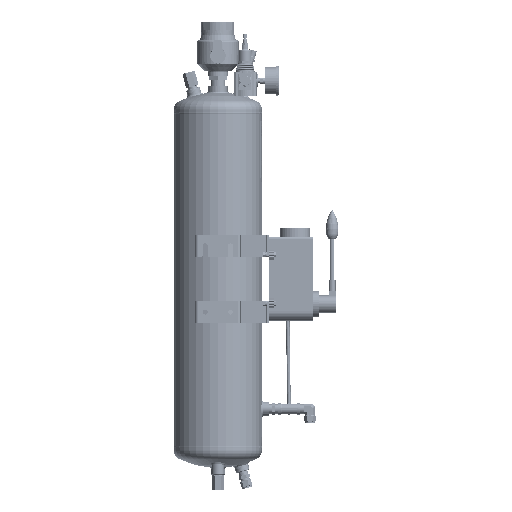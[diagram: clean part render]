
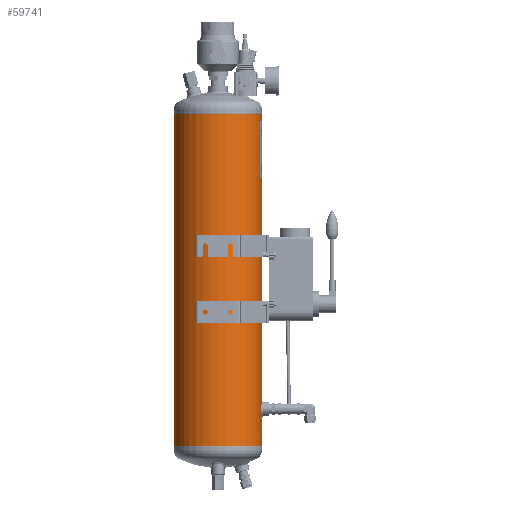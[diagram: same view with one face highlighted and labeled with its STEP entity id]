
A CAD part, left-side view. The second image highlights one B-rep face of the part: STEP entity #59741.
In plain terms, the highlighted cylindrical face has radius 100 mm (diameter 200 mm), a partial arc.
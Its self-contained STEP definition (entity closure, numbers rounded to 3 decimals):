
#3901=B_SPLINE_CURVE_WITH_KNOTS('',3,(#95658,#95659,#95660,#95661,#95662,
#95663,#95664,#95665,#95666,#95667,#95668),.UNSPECIFIED.,.T.,.F.,(1,1,1,
1,1,1,1,1,1,1,1,1,1,1,1),(-0.012,-0.008,-0.004,
0.,0.004,0.008,0.012,0.016,
0.02,0.023,0.027,0.031,
0.035,0.039,0.043),.UNSPECIFIED.);
#3902=B_SPLINE_CURVE_WITH_KNOTS('',3,(#95670,#95671,#95672,#95673,#95674,
#95675,#95676,#95677,#95678,#95679,#95680),.UNSPECIFIED.,.T.,.F.,(1,1,1,
1,1,1,1,1,1,1,1,1,1,1,1),(-0.012,-0.008,-0.004,
0.,0.004,0.008,0.012,0.016,
0.02,0.023,0.027,0.031,
0.035,0.039,0.043),.UNSPECIFIED.);
#3903=B_SPLINE_CURVE_WITH_KNOTS('',3,(#95682,#95683,#95684,#95685,#95686,
#95687,#95688,#95689,#95690,#95691,#95692,#95693,#95694,#95695,#95696,#95697,
#95698,#95699,#95700),.UNSPECIFIED.,.T.,.F.,(1,1,1,1,1,1,1,1,1,1,1,1,1,
1,1,1,1,1,1,1,1,1,1),(-0.018,-0.012,-0.006,
0.,0.006,0.012,0.018,
0.023,0.029,0.035,0.041,
0.047,0.053,0.059,0.065,
0.07,0.076,0.082,0.088,
0.094,0.1,0.106,0.112),
 .UNSPECIFIED.);
#6325=LINE('',#95702,#10195);
#6326=LINE('',#95707,#10196);
#10195=VECTOR('',#79195,1000.);
#10196=VECTOR('',#79198,1000.);
#14070=ORIENTED_EDGE('',*,*,#31898,.T.);
#14071=ORIENTED_EDGE('',*,*,#31899,.T.);
#14072=ORIENTED_EDGE('',*,*,#31900,.T.);
#14073=ORIENTED_EDGE('',*,*,#31901,.T.);
#14074=ORIENTED_EDGE('',*,*,#31902,.T.);
#14075=ORIENTED_EDGE('',*,*,#31903,.F.);
#14076=ORIENTED_EDGE('',*,*,#31904,.F.);
#31898=EDGE_CURVE('',#40812,#40812,#3901,.T.);
#31899=EDGE_CURVE('',#40813,#40813,#3902,.T.);
#31900=EDGE_CURVE('',#40814,#40814,#3903,.T.);
#31901=EDGE_CURVE('',#40815,#40816,#6325,.T.);
#31902=EDGE_CURVE('',#40816,#40817,#46984,.T.);
#31903=EDGE_CURVE('',#40818,#40817,#6326,.T.);
#31904=EDGE_CURVE('',#40815,#40818,#46985,.T.);
#40812=VERTEX_POINT('',#95669);
#40813=VERTEX_POINT('',#95681);
#40814=VERTEX_POINT('',#95701);
#40815=VERTEX_POINT('',#95703);
#40816=VERTEX_POINT('',#95704);
#40817=VERTEX_POINT('',#95706);
#40818=VERTEX_POINT('',#95708);
#46984=CIRCLE('',#72913,100.);
#46985=CIRCLE('',#72914,100.);
#49227=EDGE_LOOP('',(#14070));
#49228=EDGE_LOOP('',(#14071));
#49229=EDGE_LOOP('',(#14072));
#49230=EDGE_LOOP('',(#14073,#14074,#14075,#14076));
#54011=FACE_BOUND('',#49227,.T.);
#54012=FACE_BOUND('',#49228,.T.);
#54013=FACE_BOUND('',#49229,.T.);
#54014=FACE_BOUND('',#49230,.T.);
#58795=CYLINDRICAL_SURFACE('',#72912,100.);
#59741=ADVANCED_FACE('',(#54011,#54012,#54013,#54014),#58795,.T.);
#72912=AXIS2_PLACEMENT_3D('',#95657,#79193,#79194);
#72913=AXIS2_PLACEMENT_3D('',#95705,#79196,#79197);
#72914=AXIS2_PLACEMENT_3D('',#95709,#79199,#79200);
#79193=DIRECTION('',(0.,-1.,0.));
#79194=DIRECTION('',(0.,0.,-1.));
#79195=DIRECTION('',(0.,-1.,0.));
#79196=DIRECTION('',(0.,1.,0.));
#79197=DIRECTION('',(1.,0.,0.));
#79198=DIRECTION('',(0.,-1.,0.));
#79199=DIRECTION('',(0.,1.,0.));
#79200=DIRECTION('',(1.,0.,0.));
#95657=CARTESIAN_POINT('',(0.,750.,0.));
#95658=CARTESIAN_POINT('',(-3.915,48.922,-99.938));
#95659=CARTESIAN_POINT('',(-5.542,44.999,-99.844));
#95660=CARTESIAN_POINT('',(-3.916,41.082,-99.938));
#95661=CARTESIAN_POINT('',(-0.004,39.46,-100.031));
#95662=CARTESIAN_POINT('',(3.917,41.079,-99.938));
#95663=CARTESIAN_POINT('',(5.54,44.999,-99.844));
#95664=CARTESIAN_POINT('',(3.922,48.913,-99.937));
#95665=CARTESIAN_POINT('',(0.006,50.541,-100.031));
#95666=CARTESIAN_POINT('',(-3.915,48.922,-99.938));
#95667=CARTESIAN_POINT('',(-5.542,44.999,-99.844));
#95668=CARTESIAN_POINT('',(-3.916,41.082,-99.938));
#95669=CARTESIAN_POINT('',(-5.,45.,-99.875));
#95670=CARTESIAN_POINT('',(-3.915,158.922,-99.938));
#95671=CARTESIAN_POINT('',(-5.542,154.999,-99.844));
#95672=CARTESIAN_POINT('',(-3.916,151.082,-99.938));
#95673=CARTESIAN_POINT('',(-0.004,149.46,-100.031));
#95674=CARTESIAN_POINT('',(3.917,151.079,-99.938));
#95675=CARTESIAN_POINT('',(5.54,154.999,-99.844));
#95676=CARTESIAN_POINT('',(3.922,158.913,-99.937));
#95677=CARTESIAN_POINT('',(0.006,160.541,-100.031));
#95678=CARTESIAN_POINT('',(-3.915,158.922,-99.938));
#95679=CARTESIAN_POINT('',(-5.542,154.999,-99.844));
#95680=CARTESIAN_POINT('',(-3.916,151.082,-99.938));
#95681=CARTESIAN_POINT('',(-5.,155.,-99.875));
#95682=CARTESIAN_POINT('',(-98.994,672.42,14.208));
#95683=CARTESIAN_POINT('',(-98.806,666.495,15.395));
#95684=CARTESIAN_POINT('',(-98.993,660.6,14.214));
#95685=CARTESIAN_POINT('',(-99.436,655.617,10.88));
#95686=CARTESIAN_POINT('',(-99.878,652.286,5.9));
#95687=CARTESIAN_POINT('',(-100.061,651.109,0.009));
#95688=CARTESIAN_POINT('',(-99.879,652.279,-5.887));
#95689=CARTESIAN_POINT('',(-99.437,655.615,-10.879));
#95690=CARTESIAN_POINT('',(-98.992,660.601,-14.215));
#95691=CARTESIAN_POINT('',(-98.807,666.494,-15.391));
#95692=CARTESIAN_POINT('',(-98.992,672.387,-14.219));
#95693=CARTESIAN_POINT('',(-99.435,677.371,-10.892));
#95694=CARTESIAN_POINT('',(-99.877,680.709,-5.914));
#95695=CARTESIAN_POINT('',(-100.061,681.893,-0.013));
#95696=CARTESIAN_POINT('',(-99.878,680.72,5.889));
#95697=CARTESIAN_POINT('',(-99.437,677.387,10.874));
#95698=CARTESIAN_POINT('',(-98.994,672.42,14.208));
#95699=CARTESIAN_POINT('',(-98.806,666.495,15.395));
#95700=CARTESIAN_POINT('',(-98.993,660.6,14.214));
#95701=CARTESIAN_POINT('',(-98.869,666.5,15.));
#95702=CARTESIAN_POINT('',(0.254,801.561,100.));
#95703=CARTESIAN_POINT('',(0.254,750.,100.));
#95704=CARTESIAN_POINT('',(0.254,0.,100.));
#95705=CARTESIAN_POINT('',(0.,0.,0.));
#95706=CARTESIAN_POINT('',(-0.254,0.,100.));
#95707=CARTESIAN_POINT('',(-0.254,801.561,100.));
#95708=CARTESIAN_POINT('',(-0.254,750.,100.));
#95709=CARTESIAN_POINT('',(0.,750.,0.));
